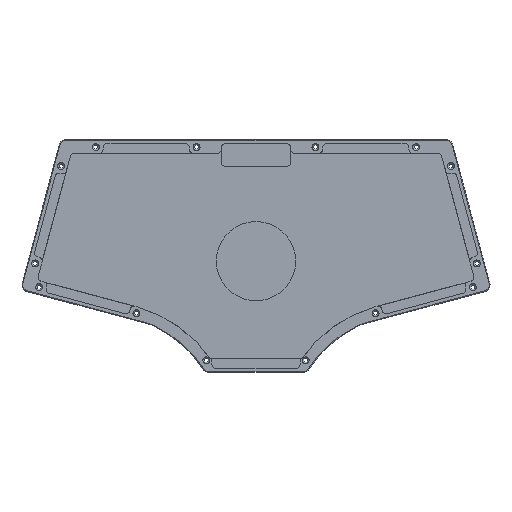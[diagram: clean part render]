
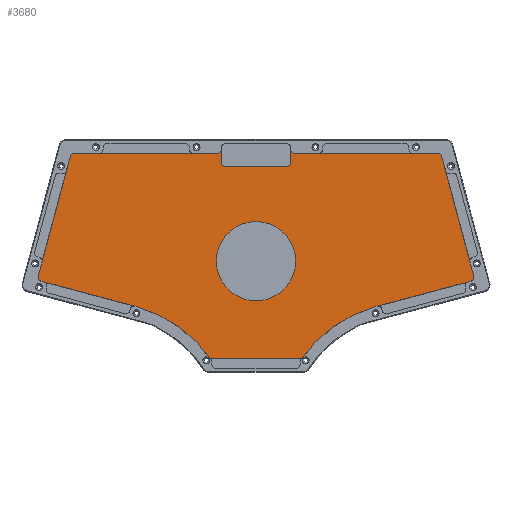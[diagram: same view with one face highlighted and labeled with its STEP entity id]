
A CAD part, top view. The second image highlights one B-rep face of the part: STEP entity #3680.
In plain terms, the highlighted planar face has unit normal (0, 0, 1).
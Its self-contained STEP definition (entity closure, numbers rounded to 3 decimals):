
#94=FACE_BOUND('',#633,.T.);
#187=PLANE('',#4121);
#394=FACE_OUTER_BOUND('',#632,.T.);
#632=EDGE_LOOP('',(#3244,#3245,#3246,#3247,#3248,#3249,#3250,#3251,#3252,
#3253,#3254,#3255,#3256,#3257,#3258,#3259,#3260,#3261,#3262,#3263));
#633=EDGE_LOOP('',(#3264));
#661=LINE('',#5306,#966);
#665=LINE('',#5318,#970);
#674=LINE('',#5335,#979);
#800=LINE('',#5882,#1105);
#869=LINE('',#6094,#1174);
#884=LINE('',#6136,#1189);
#900=LINE('',#6179,#1205);
#927=LINE('',#6255,#1232);
#943=LINE('',#6298,#1248);
#958=LINE('',#6340,#1263);
#966=VECTOR('',#4141,10.);
#970=VECTOR('',#4153,10.);
#979=VECTOR('',#4164,10.);
#1105=VECTOR('',#4752,10.);
#1174=VECTOR('',#4999,10.);
#1189=VECTOR('',#5044,10.);
#1205=VECTOR('',#5090,10.);
#1232=VECTOR('',#5175,10.);
#1248=VECTOR('',#5221,10.);
#1263=VECTOR('',#5266,10.);
#1270=CIRCLE('',#3702,3.);
#1272=CIRCLE('',#3706,3.);
#1410=CIRCLE('',#3938,30.);
#1444=CIRCLE('',#4016,3.);
#1449=CIRCLE('',#4030,3.);
#1455=CIRCLE('',#4045,3.);
#1461=CIRCLE('',#4060,103.111);
#1468=CIRCLE('',#4075,103.111);
#1473=CIRCLE('',#4089,3.);
#1479=CIRCLE('',#4104,3.);
#1486=CIRCLE('',#4120,3.);
#1491=VERTEX_POINT('',#5299);
#1492=VERTEX_POINT('',#5301);
#1493=VERTEX_POINT('',#5305);
#1496=VERTEX_POINT('',#5313);
#1497=VERTEX_POINT('',#5317);
#1504=VERTEX_POINT('',#5333);
#1692=VERTEX_POINT('',#5875);
#1693=VERTEX_POINT('',#5879);
#1694=VERTEX_POINT('',#5881);
#1738=VERTEX_POINT('',#6055);
#1748=VERTEX_POINT('',#6092);
#1749=VERTEX_POINT('',#6096);
#1760=VERTEX_POINT('',#6134);
#1761=VERTEX_POINT('',#6139);
#1772=VERTEX_POINT('',#6177);
#1782=VERTEX_POINT('',#6217);
#1792=VERTEX_POINT('',#6253);
#1793=VERTEX_POINT('',#6258);
#1804=VERTEX_POINT('',#6296);
#1805=VERTEX_POINT('',#6301);
#1815=VERTEX_POINT('',#6337);
#1821=EDGE_CURVE('',#1491,#1492,#1270,.T.);
#1823=EDGE_CURVE('',#1493,#1492,#661,.F.);
#1827=EDGE_CURVE('',#1493,#1496,#1272,.T.);
#1829=EDGE_CURVE('',#1497,#1496,#665,.T.);
#1838=EDGE_CURVE('',#1504,#1491,#674,.T.);
#2099=EDGE_CURVE('',#1692,#1692,#1410,.T.);
#2102=EDGE_CURVE('',#1693,#1694,#800,.T.);
#2190=EDGE_CURVE('',#1738,#1504,#1444,.F.);
#2209=EDGE_CURVE('',#1738,#1748,#869,.T.);
#2210=EDGE_CURVE('',#1749,#1748,#1449,.T.);
#2230=EDGE_CURVE('',#1760,#1749,#884,.F.);
#2232=EDGE_CURVE('',#1761,#1760,#1455,.T.);
#2252=EDGE_CURVE('',#1772,#1761,#900,.F.);
#2254=EDGE_CURVE('',#1694,#1772,#1461,.F.);
#2273=EDGE_CURVE('',#1693,#1782,#1468,.F.);
#2291=EDGE_CURVE('',#1782,#1792,#927,.F.);
#2293=EDGE_CURVE('',#1792,#1793,#1473,.T.);
#2313=EDGE_CURVE('',#1793,#1804,#943,.F.);
#2315=EDGE_CURVE('',#1804,#1805,#1479,.T.);
#2334=EDGE_CURVE('',#1815,#1805,#958,.T.);
#2338=EDGE_CURVE('',#1497,#1815,#1486,.F.);
#3244=ORIENTED_EDGE('',*,*,#1838,.F.);
#3245=ORIENTED_EDGE('',*,*,#2190,.F.);
#3246=ORIENTED_EDGE('',*,*,#2209,.T.);
#3247=ORIENTED_EDGE('',*,*,#2210,.F.);
#3248=ORIENTED_EDGE('',*,*,#2230,.F.);
#3249=ORIENTED_EDGE('',*,*,#2232,.F.);
#3250=ORIENTED_EDGE('',*,*,#2252,.F.);
#3251=ORIENTED_EDGE('',*,*,#2254,.F.);
#3252=ORIENTED_EDGE('',*,*,#2102,.F.);
#3253=ORIENTED_EDGE('',*,*,#2273,.T.);
#3254=ORIENTED_EDGE('',*,*,#2291,.T.);
#3255=ORIENTED_EDGE('',*,*,#2293,.T.);
#3256=ORIENTED_EDGE('',*,*,#2313,.T.);
#3257=ORIENTED_EDGE('',*,*,#2315,.T.);
#3258=ORIENTED_EDGE('',*,*,#2334,.F.);
#3259=ORIENTED_EDGE('',*,*,#2338,.F.);
#3260=ORIENTED_EDGE('',*,*,#1829,.T.);
#3261=ORIENTED_EDGE('',*,*,#1827,.F.);
#3262=ORIENTED_EDGE('',*,*,#1823,.T.);
#3263=ORIENTED_EDGE('',*,*,#1821,.F.);
#3264=ORIENTED_EDGE('',*,*,#2099,.T.);
#3680=ADVANCED_FACE('',(#394,#94),#187,.F.);
#3702=AXIS2_PLACEMENT_3D('',#5302,#4136,#4137);
#3706=AXIS2_PLACEMENT_3D('',#5314,#4148,#4149);
#3938=AXIS2_PLACEMENT_3D('',#5876,#4746,#4747);
#4016=AXIS2_PLACEMENT_3D('',#6057,#4959,#4960);
#4030=AXIS2_PLACEMENT_3D('',#6097,#5002,#5003);
#4045=AXIS2_PLACEMENT_3D('',#6140,#5048,#5049);
#4060=AXIS2_PLACEMENT_3D('',#6182,#5094,#5095);
#4075=AXIS2_PLACEMENT_3D('',#6219,#5136,#5137);
#4089=AXIS2_PLACEMENT_3D('',#6259,#5179,#5180);
#4104=AXIS2_PLACEMENT_3D('',#6302,#5225,#5226);
#4120=AXIS2_PLACEMENT_3D('',#6345,#5273,#5274);
#4121=AXIS2_PLACEMENT_3D('',#6346,#5275,#5276);
#4136=DIRECTION('center_axis',(0.,0.,1.));
#4137=DIRECTION('ref_axis',(-0.707,-0.707,0.));
#4141=DIRECTION('',(1.,0.,0.));
#4148=DIRECTION('center_axis',(0.,0.,1.));
#4149=DIRECTION('ref_axis',(0.707,0.707,0.));
#4153=DIRECTION('',(0.,-1.,0.));
#4164=DIRECTION('',(0.,-1.,0.));
#4746=DIRECTION('center_axis',(0.,0.,-1.));
#4747=DIRECTION('ref_axis',(-1.,0.,0.));
#4752=DIRECTION('',(-1.,0.,0.));
#4959=DIRECTION('center_axis',(0.,0.,-1.));
#4960=DIRECTION('ref_axis',(0.707,-0.707,0.));
#4999=DIRECTION('',(-1.,0.,0.));
#5002=DIRECTION('center_axis',(0.,0.,
-1.));
#5003=DIRECTION('ref_axis',(-0.609,0.793,0.));
#5044=DIRECTION('',(-0.259,-0.966,0.));
#5048=DIRECTION('center_axis',(0.,0.,
-1.));
#5049=DIRECTION('ref_axis',(-0.866,-0.5,0.));
#5090=DIRECTION('',(0.966,-0.259,0.));
#5094=DIRECTION('center_axis',(0.,0.,
-1.));
#5095=DIRECTION('ref_axis',(0.275,0.961,0.));
#5136=DIRECTION('center_axis',(0.,0.,1.));
#5137=DIRECTION('ref_axis',(-0.275,0.961,0.));
#5175=DIRECTION('',(-0.966,-0.259,0.));
#5179=DIRECTION('center_axis',(0.,0.,1.));
#5180=DIRECTION('ref_axis',(0.866,-0.5,0.));
#5221=DIRECTION('',(0.259,-0.966,0.));
#5225=DIRECTION('center_axis',(0.,0.,1.));
#5226=DIRECTION('ref_axis',(0.609,0.793,0.));
#5266=DIRECTION('',(1.,0.,0.));
#5273=DIRECTION('center_axis',(0.,0.,-1.));
#5274=DIRECTION('ref_axis',(-0.707,-0.707,0.));
#5275=DIRECTION('center_axis',(0.,0.,-1.));
#5276=DIRECTION('ref_axis',(1.,0.,0.));
#5299=CARTESIAN_POINT('',(-26.202,74.693,-2.4));
#5301=CARTESIAN_POINT('',(-23.202,71.693,-2.4));
#5302=CARTESIAN_POINT('Origin',(-23.202,74.693,-2.4));
#5305=CARTESIAN_POINT('',(23.202,71.693,-2.4));
#5306=CARTESIAN_POINT('',(14.101,71.693,-2.4));
#5313=CARTESIAN_POINT('',(26.202,74.693,-2.4));
#5314=CARTESIAN_POINT('Origin',(23.202,74.693,-2.4));
#5317=CARTESIAN_POINT('',(26.202,84.643,-2.4));
#5318=CARTESIAN_POINT('',(26.202,44.933,-2.4));
#5333=CARTESIAN_POINT('',(-26.202,84.643,-2.4));
#5335=CARTESIAN_POINT('',(-26.202,44.308,-2.4));
#5875=CARTESIAN_POINT('',(30.,0.,-2.4));
#5876=CARTESIAN_POINT('Origin',(0.,0.,-2.4));
#5879=CARTESIAN_POINT('',(34.484,-73.798,-2.4));
#5881=CARTESIAN_POINT('',(-34.484,-73.798,-2.4));
#5882=CARTESIAN_POINT('',(-16.731,-73.798,-2.4));
#6055=CARTESIAN_POINT('',(-29.202,81.643,-2.4));
#6057=CARTESIAN_POINT('Origin',(-29.202,84.643,-2.4));
#6092=CARTESIAN_POINT('',(-137.721,81.643,-2.4));
#6094=CARTESIAN_POINT('',(11.75,81.643,-2.4));
#6096=CARTESIAN_POINT('',(-140.618,79.419,-2.4));
#6097=CARTESIAN_POINT('Origin',(-137.721,78.643,-2.4));
#6134=CARTESIAN_POINT('',(-164.97,-11.473,-2.4));
#6136=CARTESIAN_POINT('',(-157.651,15.845,-2.4));
#6139=CARTESIAN_POINT('',(-162.848,-15.147,-2.4));
#6140=CARTESIAN_POINT('Origin',(-162.072,-12.249,-2.4));
#6177=CARTESIAN_POINT('',(-89.971,-34.655,-2.4));
#6179=CARTESIAN_POINT('',(-52.803,-44.605,-2.4));
#6182=CARTESIAN_POINT('Origin',(-118.35,-133.784,-2.4));
#6217=CARTESIAN_POINT('',(89.971,-34.655,-2.4));
#6219=CARTESIAN_POINT('Origin',(118.35,-133.784,-2.4));
#6253=CARTESIAN_POINT('',(162.848,-15.147,-2.4));
#6255=CARTESIAN_POINT('',(52.803,-44.605,-2.4));
#6258=CARTESIAN_POINT('',(164.97,-11.473,-2.4));
#6259=CARTESIAN_POINT('Origin',(162.072,-12.249,-2.4));
#6296=CARTESIAN_POINT('',(140.618,79.419,-2.4));
#6298=CARTESIAN_POINT('',(157.651,15.845,-2.4));
#6301=CARTESIAN_POINT('',(137.721,81.643,-2.4));
#6302=CARTESIAN_POINT('Origin',(137.721,78.643,-2.4));
#6337=CARTESIAN_POINT('',(29.202,81.643,-2.4));
#6340=CARTESIAN_POINT('',(-11.75,81.643,-2.4));
#6345=CARTESIAN_POINT('Origin',(29.202,84.643,-2.4));
#6346=CARTESIAN_POINT('Origin',(0.,3.922,-2.4));
